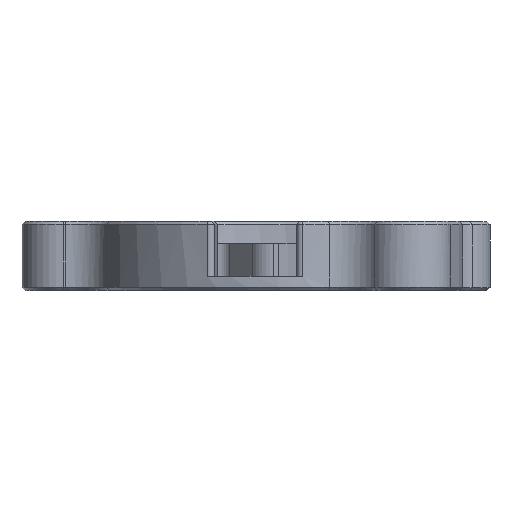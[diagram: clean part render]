
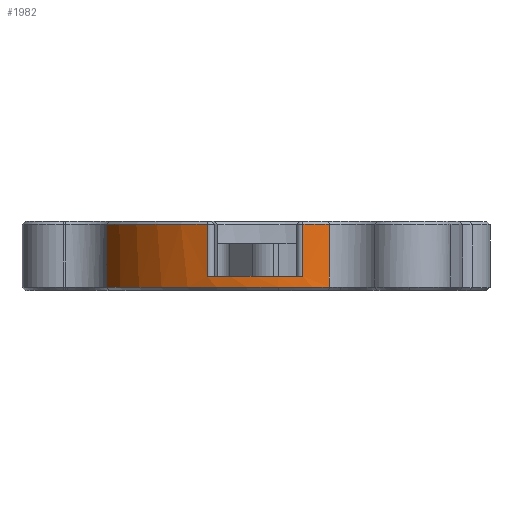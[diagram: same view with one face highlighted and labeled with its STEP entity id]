
A CAD part, top view. The second image highlights one B-rep face of the part: STEP entity #1982.
In plain terms, the highlighted cylindrical face has radius 21.273 mm (diameter 42.545 mm), a partial arc.
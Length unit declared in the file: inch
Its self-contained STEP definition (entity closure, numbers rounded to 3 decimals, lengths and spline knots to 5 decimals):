
#3 = CARTESIAN_POINT ( 'NONE',  ( -1.94948, 0.73622, 2.41159 ) ) ;
#5 = ORIENTED_EDGE ( 'NONE', *, *, #1731, .T. ) ;
#38 = VERTEX_POINT ( 'NONE', #2545 ) ;
#90 = DIRECTION ( 'NONE',  ( 0., -1., 0. ) ) ;
#219 = EDGE_CURVE ( 'NONE', #3966, #2532, #709, .T. ) ;
#226 = DIRECTION ( 'NONE',  ( 0., -1., 0. ) ) ;
#332 = ORIENTED_EDGE ( 'NONE', *, *, #2807, .T. ) ;
#433 = DIRECTION ( 'NONE',  ( 0., 0., -1. ) ) ;
#478 = DIRECTION ( 'NONE',  ( 0., 1., 0. ) ) ;
#484 = CARTESIAN_POINT ( 'NONE',  ( -2.84076, 0.45078, 1.88749 ) ) ;
#486 = EDGE_LOOP ( 'NONE', ( #1668, #2233, #5, #2701, #1757, #3323, #630, #332, #1551 ) ) ;
#516 = VECTOR ( 'NONE', #3383, 39.37008 ) ;
#517 = CARTESIAN_POINT ( 'NONE',  ( -2.06113, 0.45078, 1.58156 ) ) ;
#553 = LINE ( 'NONE', #3137, #828 ) ;
#575 = LINE ( 'NONE', #640, #516 ) ;
#603 = CARTESIAN_POINT ( 'NONE',  ( -2.84076, 0.73622, 1.88749 ) ) ;
#630 = ORIENTED_EDGE ( 'NONE', *, *, #1203, .T. ) ;
#640 = CARTESIAN_POINT ( 'NONE',  ( -2.38381, 3.64341, 2.35441 ) ) ;
#674 = CARTESIAN_POINT ( 'NONE',  ( -2.06113, 0.73622, 1.58156 ) ) ;
#677 = LINE ( 'NONE', #698, #2801 ) ;
#697 = DIRECTION ( 'NONE',  ( 0., 1., 0. ) ) ;
#698 = CARTESIAN_POINT ( 'NONE',  ( -1.94948, 3.64341, 2.41159 ) ) ;
#709 = CIRCLE ( 'NONE', #1223, 0.8375 ) ;
#771 = FACE_OUTER_BOUND ( 'NONE', #486, .T. ) ;
#811 = VERTEX_POINT ( 'NONE', #1609 ) ;
#828 = VECTOR ( 'NONE', #2832, 39.37008 ) ;
#836 = AXIS2_PLACEMENT_3D ( 'NONE', #1719, #226, #3598 ) ;
#1024 = AXIS2_PLACEMENT_3D ( 'NONE', #2232, #697, #433 ) ;
#1034 = CARTESIAN_POINT ( 'NONE',  ( -1.94948, 0.4995, 2.41159 ) ) ;
#1100 = EDGE_CURVE ( 'NONE', #38, #2191, #1254, .T. ) ;
#1203 = EDGE_CURVE ( 'NONE', #2170, #3736, #553, .T. ) ;
#1223 = AXIS2_PLACEMENT_3D ( 'NONE', #3856, #2947, #1662 ) ;
#1254 = LINE ( 'NONE', #3816, #2732 ) ;
#1369 = VERTEX_POINT ( 'NONE', #1812 ) ;
#1407 = CIRCLE ( 'NONE', #1024, 0.8375 ) ;
#1543 = CIRCLE ( 'NONE', #2725, 0.8375 ) ;
#1551 = ORIENTED_EDGE ( 'NONE', *, *, #2972, .T. ) ;
#1609 = CARTESIAN_POINT ( 'NONE',  ( -2.06113, 0.45078, 2.41906 ) ) ;
#1610 = CARTESIAN_POINT ( 'NONE',  ( -2.06113, 0.73622, 1.58156 ) ) ;
#1662 = DIRECTION ( 'NONE',  ( 0., 0., 1. ) ) ;
#1668 = ORIENTED_EDGE ( 'NONE', *, *, #1100, .T. ) ;
#1696 = EDGE_CURVE ( 'NONE', #3966, #1369, #575, .T. ) ;
#1719 = CARTESIAN_POINT ( 'NONE',  ( -2.06113, 3.64341, 1.58156 ) ) ;
#1731 = EDGE_CURVE ( 'NONE', #1859, #2532, #677, .T. ) ;
#1757 = ORIENTED_EDGE ( 'NONE', *, *, #1696, .T. ) ;
#1812 = CARTESIAN_POINT ( 'NONE',  ( -2.38381, 0.73622, 2.35441 ) ) ;
#1859 = VERTEX_POINT ( 'NONE', #3 ) ;
#1928 = DIRECTION ( 'NONE',  ( 0., -1., 0. ) ) ;
#1948 = DIRECTION ( 'NONE',  ( 0., 0., 1. ) ) ;
#1975 = CYLINDRICAL_SURFACE ( 'NONE', #836, 0.8375 ) ;
#1982 = ADVANCED_FACE ( 'NONE', ( #771 ), #1975, .T. ) ;
#2071 = DIRECTION ( 'NONE',  ( 0., 0., -1. ) ) ;
#2170 = VERTEX_POINT ( 'NONE', #603 ) ;
#2191 = VERTEX_POINT ( 'NONE', #3500 ) ;
#2233 = ORIENTED_EDGE ( 'NONE', *, *, #3599, .T. ) ;
#2232 = CARTESIAN_POINT ( 'NONE',  ( -2.06113, 0.45078, 1.58156 ) ) ;
#2250 = CARTESIAN_POINT ( 'NONE',  ( -2.38381, 0.4995, 2.35441 ) ) ;
#2259 = DIRECTION ( 'NONE',  ( 0., -1., 0. ) ) ;
#2369 = AXIS2_PLACEMENT_3D ( 'NONE', #674, #2259, #1948 ) ;
#2532 = VERTEX_POINT ( 'NONE', #1034 ) ;
#2545 = CARTESIAN_POINT ( 'NONE',  ( -1.82924, 0.45078, 2.38632 ) ) ;
#2701 = ORIENTED_EDGE ( 'NONE', *, *, #219, .F. ) ;
#2725 = AXIS2_PLACEMENT_3D ( 'NONE', #1610, #90, #3426 ) ;
#2732 = VECTOR ( 'NONE', #478, 39.37008 ) ;
#2801 = VECTOR ( 'NONE', #1928, 39.37008 ) ;
#2807 = EDGE_CURVE ( 'NONE', #3736, #811, #3105, .T. ) ;
#2832 = DIRECTION ( 'NONE',  ( 0., -1., 0. ) ) ;
#2947 = DIRECTION ( 'NONE',  ( 0., 1., 0. ) ) ;
#2972 = EDGE_CURVE ( 'NONE', #811, #38, #1407, .T. ) ;
#3105 = CIRCLE ( 'NONE', #3486, 0.8375 ) ;
#3137 = CARTESIAN_POINT ( 'NONE',  ( -2.84076, 3.64341, 1.88749 ) ) ;
#3323 = ORIENTED_EDGE ( 'NONE', *, *, #3527, .T. ) ;
#3383 = DIRECTION ( 'NONE',  ( 0., 1., 0. ) ) ;
#3426 = DIRECTION ( 'NONE',  ( 0., 0., 1. ) ) ;
#3486 = AXIS2_PLACEMENT_3D ( 'NONE', #517, #3927, #2071 ) ;
#3500 = CARTESIAN_POINT ( 'NONE',  ( -1.82924, 0.73622, 2.38632 ) ) ;
#3527 = EDGE_CURVE ( 'NONE', #1369, #2170, #1543, .T. ) ;
#3598 = DIRECTION ( 'NONE',  ( 0., 0., -1. ) ) ;
#3599 = EDGE_CURVE ( 'NONE', #2191, #1859, #3735, .T. ) ;
#3735 = CIRCLE ( 'NONE', #2369, 0.8375 ) ;
#3736 = VERTEX_POINT ( 'NONE', #484 ) ;
#3816 = CARTESIAN_POINT ( 'NONE',  ( -1.82924, 3.64341, 2.38632 ) ) ;
#3856 = CARTESIAN_POINT ( 'NONE',  ( -2.06113, 0.4995, 1.58156 ) ) ;
#3927 = DIRECTION ( 'NONE',  ( 0., 1., 0. ) ) ;
#3966 = VERTEX_POINT ( 'NONE', #2250 ) ;
